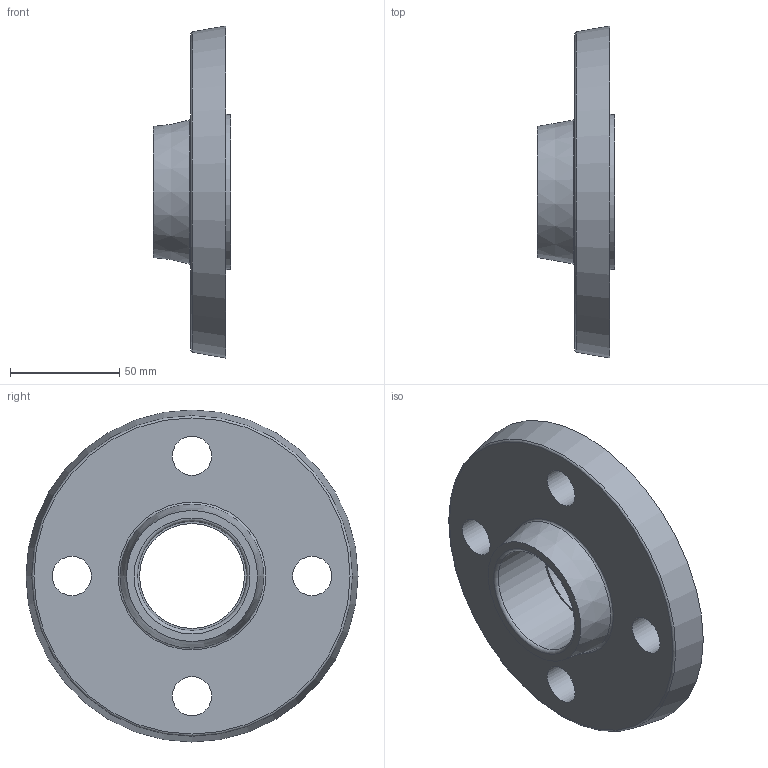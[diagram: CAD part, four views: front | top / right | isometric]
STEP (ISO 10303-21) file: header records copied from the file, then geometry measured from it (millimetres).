
FILE_DESCRIPTION(/* description */ (''),/* implementation_level */ '2;1');
FILE_NAME(/* name */ 'FF000500.stp',/* time_stamp */ '2016-10-25T10:04:52+02:00',/* author */ ('Gabriele'),/* organization */ (''),/* preprocessor_version */ 'ST-DEVELOPER v16.5',/* originating_system */ 'Autodesk Inventor 2017',/* authorisation */ '');
FILE_SCHEMA (('AUTOMOTIVE_DESIGN { 1 0 10303 214 3 1 1 }'));
Length unit declared in the file: millimetre
Products named in the file (1): FF000500
Bounding box: 35.5 x 152 x 152 mm (x, y, z)
Volume: 204776 mm3; surface area: 61868.1 mm2
Topology: 1 solids, 1 shells, 409 faces, 847 edges, 465 vertices
Faces by surface type: torus 159, cylinder 149, sphere 56, plane 43, cone 2
Full cylindrical faces by diameter (mm): 18 x4, 48 x1, 50 x1, 51.286 x1, 54.571 x1, 57.857 x1, 61.143 x1, 64.429 x1, 67.714 x1, 71 x1
Entity records: 10884 total; most frequent: DIRECTION 2246, CARTESIAN_POINT 1900, ORIENTED_EDGE 1642, AXIS2_PLACEMENT_3D 1031, EDGE_CURVE 821, CIRCLE 621, EDGE_LOOP 466, VERTEX_POINT 461
